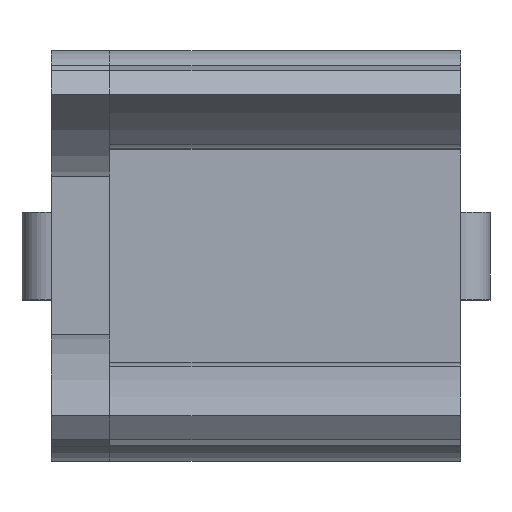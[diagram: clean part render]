
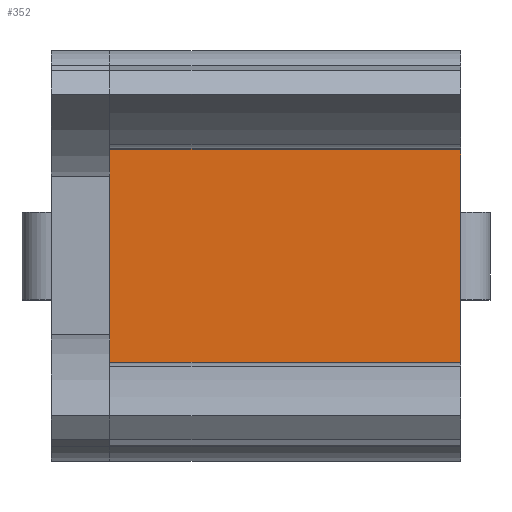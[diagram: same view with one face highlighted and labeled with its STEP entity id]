
A CAD part, top view. The second image highlights one B-rep face of the part: STEP entity #352.
In plain terms, the highlighted planar face has unit normal (0, 0, 1).
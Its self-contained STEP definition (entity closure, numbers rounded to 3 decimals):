
#44 = EDGE_CURVE ( 'NONE', #1244, #1048, #1109, .T. ) ;
#115 = CARTESIAN_POINT ( 'NONE',  ( 7., 0., 0.5 ) ) ;
#132 = CARTESIAN_POINT ( 'NONE',  ( 1., -2.241, 0.5 ) ) ;
#184 = CARTESIAN_POINT ( 'NONE',  ( 1., 0., 0.5 ) ) ;
#227 = CARTESIAN_POINT ( 'NONE',  ( 1., -2.241, 0.5 ) ) ;
#273 = VERTEX_POINT ( 'NONE', #2026 ) ;
#344 = LINE ( 'NONE', #816, #1332 ) ;
#352 = ADVANCED_FACE ( 'NONE', ( #1042 ), #1673, .T. ) ;
#449 = ORIENTED_EDGE ( 'NONE', *, *, #685, .T. ) ;
#510 = VERTEX_POINT ( 'NONE', #668 ) ;
#559 = DIRECTION ( 'NONE',  ( 1., 0., 0. ) ) ;
#625 = CARTESIAN_POINT ( 'NONE',  ( 1., 2.241, 0.5 ) ) ;
#668 = CARTESIAN_POINT ( 'NONE',  ( 7., 2.241, 0.5 ) ) ;
#685 = EDGE_CURVE ( 'NONE', #1048, #273, #1532, .T. ) ;
#816 = CARTESIAN_POINT ( 'NONE',  ( 1., 2.241, 0.5 ) ) ;
#888 = LINE ( 'NONE', #115, #930 ) ;
#930 = VECTOR ( 'NONE', #1640, 1000. ) ;
#947 = ORIENTED_EDGE ( 'NONE', *, *, #44, .T. ) ;
#972 = DIRECTION ( 'NONE',  ( 0., 0., 1. ) ) ;
#1035 = EDGE_LOOP ( 'NONE', ( #2029, #1515, #947, #449 ) ) ;
#1042 = FACE_OUTER_BOUND ( 'NONE', #1035, .T. ) ;
#1048 = VERTEX_POINT ( 'NONE', #227 ) ;
#1052 = EDGE_CURVE ( 'NONE', #510, #1244, #344, .T. ) ;
#1109 = LINE ( 'NONE', #184, #1580 ) ;
#1244 = VERTEX_POINT ( 'NONE', #1898 ) ;
#1271 = DIRECTION ( 'NONE',  ( 1., 0., 0. ) ) ;
#1332 = VECTOR ( 'NONE', #1456, 1000. ) ;
#1360 = VECTOR ( 'NONE', #559, 1000. ) ;
#1456 = DIRECTION ( 'NONE',  ( -1., 0., 0. ) ) ;
#1515 = ORIENTED_EDGE ( 'NONE', *, *, #1052, .T. ) ;
#1532 = LINE ( 'NONE', #132, #1360 ) ;
#1572 = EDGE_CURVE ( 'NONE', #510, #273, #888, .T. ) ;
#1580 = VECTOR ( 'NONE', #1770, 1000. ) ;
#1640 = DIRECTION ( 'NONE',  ( 0., -1., 0. ) ) ;
#1651 = AXIS2_PLACEMENT_3D ( 'NONE', #625, #972, #1271 ) ;
#1673 = PLANE ( 'NONE',  #1651 ) ;
#1770 = DIRECTION ( 'NONE',  ( 0., -1., 0. ) ) ;
#1898 = CARTESIAN_POINT ( 'NONE',  ( 1., 2.241, 0.5 ) ) ;
#2026 = CARTESIAN_POINT ( 'NONE',  ( 7., -2.241, 0.5 ) ) ;
#2029 = ORIENTED_EDGE ( 'NONE', *, *, #1572, .F. ) ;
